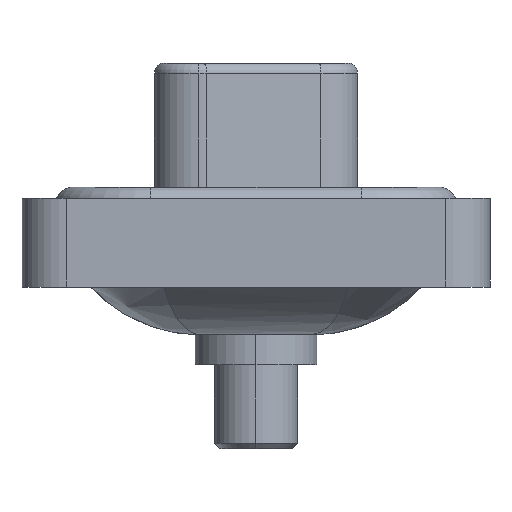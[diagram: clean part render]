
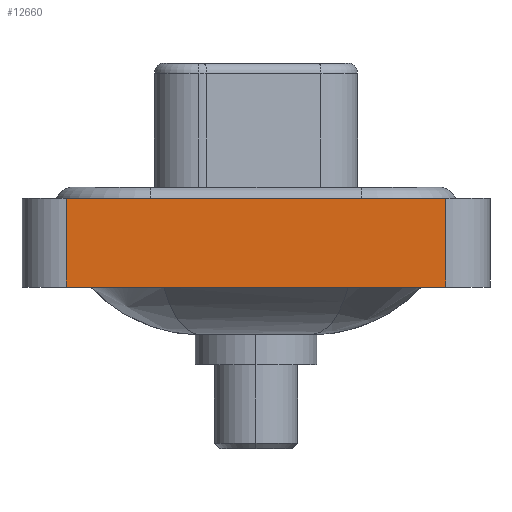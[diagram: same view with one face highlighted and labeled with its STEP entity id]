
A CAD part, left-side view. The second image highlights one B-rep face of the part: STEP entity #12660.
In plain terms, the highlighted planar face has unit normal (-1, 0, 0).
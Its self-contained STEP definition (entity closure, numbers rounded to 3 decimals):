
#156 = CARTESIAN_POINT ( 'NONE',  ( -7.3, -8.55, -3.6 ) ) ;
#318 = DIRECTION ( 'NONE',  ( 0., -1., 0. ) ) ;
#915 = EDGE_CURVE ( 'NONE', #6738, #5421, #13617, .T. ) ;
#1348 = VECTOR ( 'NONE', #13063, 1000. ) ;
#1451 = AXIS2_PLACEMENT_3D ( 'NONE', #1988, #3464, #12435 ) ;
#1988 = CARTESIAN_POINT ( 'NONE',  ( -7.3, -8.55, -3.6 ) ) ;
#2472 = VECTOR ( 'NONE', #318, 1000. ) ;
#2828 = ORIENTED_EDGE ( 'NONE', *, *, #3120, .F. ) ;
#2947 = ORIENTED_EDGE ( 'NONE', *, *, #915, .F. ) ;
#3120 = EDGE_CURVE ( 'NONE', #10492, #6738, #3710, .T. ) ;
#3464 = DIRECTION ( 'NONE',  ( -1., 0., 0. ) ) ;
#3682 = VERTEX_POINT ( 'NONE', #12730 ) ;
#3710 = LINE ( 'NONE', #18437, #4776 ) ;
#4206 = CARTESIAN_POINT ( 'NONE',  ( -7.3, -8.55, -3.6 ) ) ;
#4744 = EDGE_CURVE ( 'NONE', #3682, #5421, #19201, .T. ) ;
#4776 = VECTOR ( 'NONE', #14053, 1000. ) ;
#5421 = VERTEX_POINT ( 'NONE', #9465 ) ;
#6142 = DIRECTION ( 'NONE',  ( 0., -1., 0. ) ) ;
#6712 = PLANE ( 'NONE',  #1451 ) ;
#6738 = VERTEX_POINT ( 'NONE', #17129 ) ;
#8463 = EDGE_CURVE ( 'NONE', #10492, #3682, #13637, .T. ) ;
#9465 = CARTESIAN_POINT ( 'NONE',  ( -7.3, -8.55, 0.4 ) ) ;
#10492 = VERTEX_POINT ( 'NONE', #13100 ) ;
#12435 = DIRECTION ( 'NONE',  ( 0., 0., 1. ) ) ;
#12660 = ADVANCED_FACE ( 'NONE', ( #18678 ), #6712, .T. ) ;
#12730 = CARTESIAN_POINT ( 'NONE',  ( -7.3, -8.55, -3.6 ) ) ;
#12997 = ORIENTED_EDGE ( 'NONE', *, *, #8463, .T. ) ;
#13063 = DIRECTION ( 'NONE',  ( 0., 0., 1. ) ) ;
#13100 = CARTESIAN_POINT ( 'NONE',  ( -7.3, 8.55, -3.6 ) ) ;
#13298 = ORIENTED_EDGE ( 'NONE', *, *, #4744, .T. ) ;
#13617 = LINE ( 'NONE', #18099, #2472 ) ;
#13637 = LINE ( 'NONE', #156, #19178 ) ;
#14053 = DIRECTION ( 'NONE',  ( 0., 0., 1. ) ) ;
#16485 = EDGE_LOOP ( 'NONE', ( #13298, #2947, #2828, #12997 ) ) ;
#17129 = CARTESIAN_POINT ( 'NONE',  ( -7.3, 8.55, 0.4 ) ) ;
#18099 = CARTESIAN_POINT ( 'NONE',  ( -7.3, -8.55, 0.4 ) ) ;
#18437 = CARTESIAN_POINT ( 'NONE',  ( -7.3, 8.55, -3.6 ) ) ;
#18678 = FACE_OUTER_BOUND ( 'NONE', #16485, .T. ) ;
#19178 = VECTOR ( 'NONE', #6142, 1000. ) ;
#19201 = LINE ( 'NONE', #4206, #1348 ) ;
